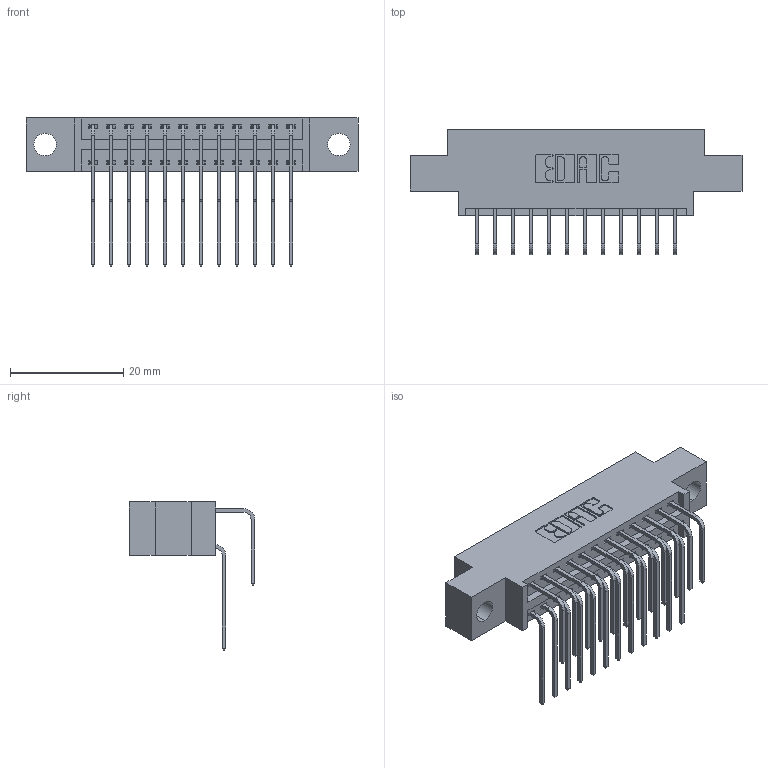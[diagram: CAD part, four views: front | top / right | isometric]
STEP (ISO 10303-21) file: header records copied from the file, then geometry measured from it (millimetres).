
FILE_DESCRIPTION (( 'STEP AP203' ), '1' );
FILE_NAME ('346-024-558-804.STEP', '2022-05-19T00:20:41', ( '' ), ( '' ), 'SwSTEP 2.0', 'SolidWorks 2020', '' );
FILE_SCHEMA (( 'CONFIG_CONTROL_DESIGN' ));
Length unit declared in the file: inch
Products named in the file (4): 345-292-001_558 559 Tail - 1; 345-292-001_558 Tail - 2; 346-024-558-804; 346 Part_0.170 Offset - 0.156 Dia-TH
Assembly tree (25 placements, depth 2):
  346-024-558-804
    346 Part_0.170 Offset - 0.156 Dia-TH
    345-292-001_558 559 Tail - 1  x12
    345-292-001_558 Tail - 2  x12
Bounding box: 58.67 x 22.16 x 26.16 mm (x, y, z)
Volume: 5366.3 mm3; surface area: 7596.6 mm2
Topology: 25 solids, 25 shells, 1436 faces, 4241 edges, 2794 vertices
Faces by surface type: plane 982, cylinder 454
Entity records: 14205 total; most frequent: CARTESIAN_POINT 2441, ORIENTED_EDGE 2322, DIRECTION 2173, EDGE_CURVE 1161, VECTOR 941, LINE 941, VERTEX_POINT 770, AXIS2_PLACEMENT_3D 616
